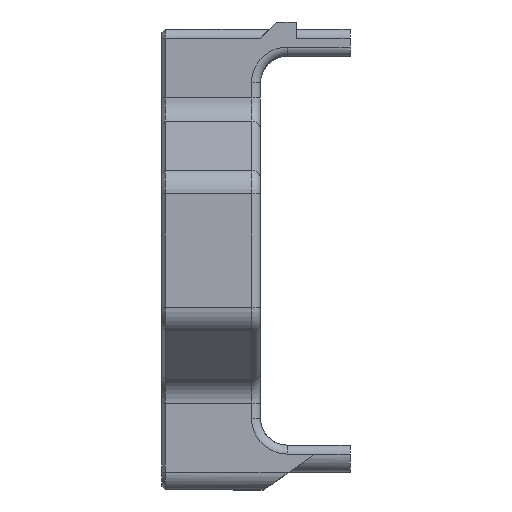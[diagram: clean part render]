
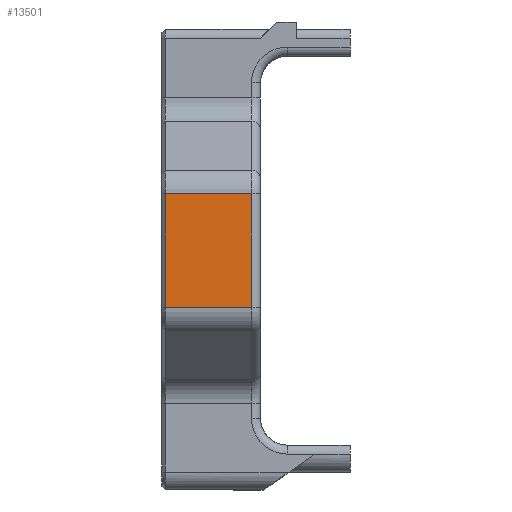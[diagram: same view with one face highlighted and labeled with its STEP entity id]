
A CAD part, front view. The second image highlights one B-rep face of the part: STEP entity #13501.
In plain terms, the highlighted planar face has unit normal (0, -1, 0).
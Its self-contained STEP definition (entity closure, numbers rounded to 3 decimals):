
#1415 = LINE ( 'NONE', #16461, #17064 ) ;
#1720 = ORIENTED_EDGE ( 'NONE', *, *, #4059, .T. ) ;
#1877 = DIRECTION ( 'NONE',  ( 0., -1., 0. ) ) ;
#3379 = CARTESIAN_POINT ( 'NONE',  ( -111., -64., -16.625 ) ) ;
#4059 = EDGE_CURVE ( 'NONE', #8307, #10099, #18322, .T. ) ;
#4750 = EDGE_CURVE ( 'NONE', #13213, #19542, #19656, .T. ) ;
#4982 = VECTOR ( 'NONE', #21588, 1000. ) ;
#5091 = CARTESIAN_POINT ( 'NONE',  ( -120.6, -64., -18.357 ) ) ;
#5398 = FACE_OUTER_BOUND ( 'NONE', #19594, .T. ) ;
#6922 = CARTESIAN_POINT ( 'NONE',  ( -120.6, -64., -31.059 ) ) ;
#7197 = EDGE_CURVE ( 'NONE', #10099, #13213, #1415, .T. ) ;
#7836 = CARTESIAN_POINT ( 'NONE',  ( -115., -64., -31.059 ) ) ;
#7884 = DIRECTION ( 'NONE',  ( -1., 0., 0. ) ) ;
#8307 = VERTEX_POINT ( 'NONE', #20911 ) ;
#10099 = VERTEX_POINT ( 'NONE', #14103 ) ;
#10345 = CARTESIAN_POINT ( 'NONE',  ( -115., -64., -16.625 ) ) ;
#11684 = DIRECTION ( 'NONE',  ( 1., 0., 0. ) ) ;
#12001 = EDGE_CURVE ( 'NONE', #19542, #8307, #20019, .T. ) ;
#13090 = VECTOR ( 'NONE', #11684, 1000. ) ;
#13213 = VERTEX_POINT ( 'NONE', #5091 ) ;
#13501 = ADVANCED_FACE ( 'NONE', ( #5398 ), #13866, .T. ) ;
#13866 = PLANE ( 'NONE',  #14204 ) ;
#14103 = CARTESIAN_POINT ( 'NONE',  ( -111., -64., -18.357 ) ) ;
#14204 = AXIS2_PLACEMENT_3D ( 'NONE', #10345, #1877, #18464 ) ;
#15058 = DIRECTION ( 'NONE',  ( 0., 0., -1. ) ) ;
#16461 = CARTESIAN_POINT ( 'NONE',  ( -115., -64., -18.357 ) ) ;
#16984 = ORIENTED_EDGE ( 'NONE', *, *, #12001, .T. ) ;
#17064 = VECTOR ( 'NONE', #7884, 1000. ) ;
#17318 = ORIENTED_EDGE ( 'NONE', *, *, #4750, .T. ) ;
#18322 = LINE ( 'NONE', #3379, #4982 ) ;
#18464 = DIRECTION ( 'NONE',  ( 1., 0., 0. ) ) ;
#19542 = VERTEX_POINT ( 'NONE', #20987 ) ;
#19594 = EDGE_LOOP ( 'NONE', ( #21457, #17318, #16984, #1720 ) ) ;
#19655 = VECTOR ( 'NONE', #15058, 1000. ) ;
#19656 = LINE ( 'NONE', #6922, #19655 ) ;
#20019 = LINE ( 'NONE', #7836, #13090 ) ;
#20911 = CARTESIAN_POINT ( 'NONE',  ( -111., -64., -31.059 ) ) ;
#20987 = CARTESIAN_POINT ( 'NONE',  ( -120.6, -64., -31.059 ) ) ;
#21457 = ORIENTED_EDGE ( 'NONE', *, *, #7197, .T. ) ;
#21588 = DIRECTION ( 'NONE',  ( 0., 0., 1. ) ) ;
